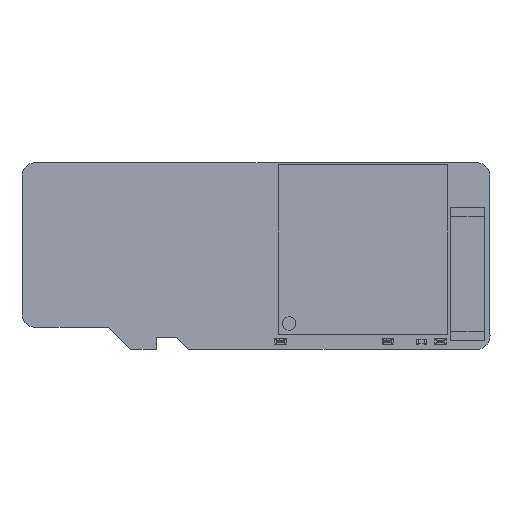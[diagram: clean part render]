
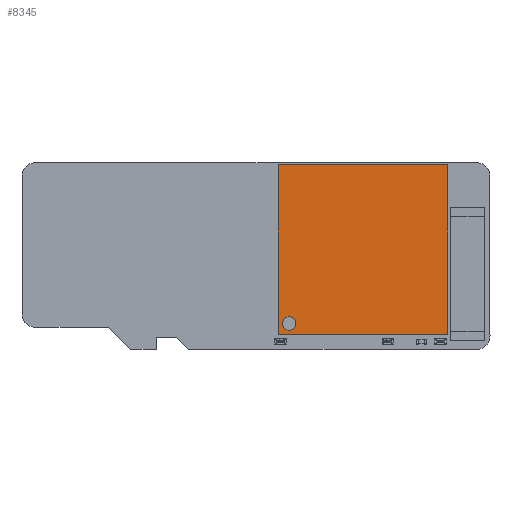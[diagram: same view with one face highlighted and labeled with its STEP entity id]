
A CAD part, top view. The second image highlights one B-rep face of the part: STEP entity #8345.
In plain terms, the highlighted planar face has unit normal (0, 0, 1).
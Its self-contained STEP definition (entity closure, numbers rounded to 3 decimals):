
#8031 = VERTEX_POINT('',#8032);
#8032 = CARTESIAN_POINT('',(-5.,-5.,1.06));
#8039 = PLANE('',#8040);
#8040 = AXIS2_PLACEMENT_3D('',#8041,#8042,#8043);
#8041 = CARTESIAN_POINT('',(-5.,-5.,0.));
#8042 = DIRECTION('',(0.,1.,0.));
#8043 = DIRECTION('',(1.,0.,0.));
#8051 = PLANE('',#8052);
#8052 = AXIS2_PLACEMENT_3D('',#8053,#8054,#8055);
#8053 = CARTESIAN_POINT('',(-5.,5.,0.));
#8054 = DIRECTION('',(1.,0.,0.));
#8055 = DIRECTION('',(0.,-1.,0.));
#8063 = EDGE_CURVE('',#8031,#8064,#8066,.T.);
#8064 = VERTEX_POINT('',#8065);
#8065 = CARTESIAN_POINT('',(5.,-5.,1.06));
#8066 = SURFACE_CURVE('',#8067,(#8071,#8078),.PCURVE_S1.);
#8067 = LINE('',#8068,#8069);
#8068 = CARTESIAN_POINT('',(-5.,-5.,1.06));
#8069 = VECTOR('',#8070,1.);
#8070 = DIRECTION('',(1.,0.,0.));
#8071 = PCURVE('',#8039,#8072);
#8072 = DEFINITIONAL_REPRESENTATION('',(#8073),#8077);
#8073 = LINE('',#8074,#8075);
#8074 = CARTESIAN_POINT('',(0.,-1.06));
#8075 = VECTOR('',#8076,1.);
#8076 = DIRECTION('',(1.,0.));
#8077 = ( GEOMETRIC_REPRESENTATION_CONTEXT(2) 
PARAMETRIC_REPRESENTATION_CONTEXT() REPRESENTATION_CONTEXT('2D SPACE',''
  ) );
#8078 = PCURVE('',#8079,#8084);
#8079 = PLANE('',#8080);
#8080 = AXIS2_PLACEMENT_3D('',#8081,#8082,#8083);
#8081 = CARTESIAN_POINT('',(-5.,-5.,1.06));
#8082 = DIRECTION('',(0.,0.,-1.));
#8083 = DIRECTION('',(-1.,0.,0.));
#8084 = DEFINITIONAL_REPRESENTATION('',(#8085),#8089);
#8085 = LINE('',#8086,#8087);
#8086 = CARTESIAN_POINT('',(0.,0.));
#8087 = VECTOR('',#8088,1.);
#8088 = DIRECTION('',(-1.,0.));
#8089 = ( GEOMETRIC_REPRESENTATION_CONTEXT(2) 
PARAMETRIC_REPRESENTATION_CONTEXT() REPRESENTATION_CONTEXT('2D SPACE',''
  ) );
#8107 = PLANE('',#8108);
#8108 = AXIS2_PLACEMENT_3D('',#8109,#8110,#8111);
#8109 = CARTESIAN_POINT('',(5.,-5.,0.));
#8110 = DIRECTION('',(-1.,0.,0.));
#8111 = DIRECTION('',(0.,1.,0.));
#8149 = EDGE_CURVE('',#8064,#8150,#8152,.T.);
#8150 = VERTEX_POINT('',#8151);
#8151 = CARTESIAN_POINT('',(5.,5.,1.06));
#8152 = SURFACE_CURVE('',#8153,(#8157,#8164),.PCURVE_S1.);
#8153 = LINE('',#8154,#8155);
#8154 = CARTESIAN_POINT('',(5.,-5.,1.06));
#8155 = VECTOR('',#8156,1.);
#8156 = DIRECTION('',(0.,1.,0.));
#8157 = PCURVE('',#8107,#8158);
#8158 = DEFINITIONAL_REPRESENTATION('',(#8159),#8163);
#8159 = LINE('',#8160,#8161);
#8160 = CARTESIAN_POINT('',(0.,-1.06));
#8161 = VECTOR('',#8162,1.);
#8162 = DIRECTION('',(1.,0.));
#8163 = ( GEOMETRIC_REPRESENTATION_CONTEXT(2) 
PARAMETRIC_REPRESENTATION_CONTEXT() REPRESENTATION_CONTEXT('2D SPACE',''
  ) );
#8164 = PCURVE('',#8079,#8165);
#8165 = DEFINITIONAL_REPRESENTATION('',(#8166),#8170);
#8166 = LINE('',#8167,#8168);
#8167 = CARTESIAN_POINT('',(-10.,0.));
#8168 = VECTOR('',#8169,1.);
#8169 = DIRECTION('',(0.,1.));
#8170 = ( GEOMETRIC_REPRESENTATION_CONTEXT(2) 
PARAMETRIC_REPRESENTATION_CONTEXT() REPRESENTATION_CONTEXT('2D SPACE',''
  ) );
#8188 = PLANE('',#8189);
#8189 = AXIS2_PLACEMENT_3D('',#8190,#8191,#8192);
#8190 = CARTESIAN_POINT('',(5.,5.,0.));
#8191 = DIRECTION('',(0.,-1.,0.));
#8192 = DIRECTION('',(-1.,0.,0.));
#8225 = EDGE_CURVE('',#8150,#8226,#8228,.T.);
#8226 = VERTEX_POINT('',#8227);
#8227 = CARTESIAN_POINT('',(-5.,5.,1.06));
#8228 = SURFACE_CURVE('',#8229,(#8233,#8240),.PCURVE_S1.);
#8229 = LINE('',#8230,#8231);
#8230 = CARTESIAN_POINT('',(5.,5.,1.06));
#8231 = VECTOR('',#8232,1.);
#8232 = DIRECTION('',(-1.,0.,0.));
#8233 = PCURVE('',#8188,#8234);
#8234 = DEFINITIONAL_REPRESENTATION('',(#8235),#8239);
#8235 = LINE('',#8236,#8237);
#8236 = CARTESIAN_POINT('',(0.,-1.06));
#8237 = VECTOR('',#8238,1.);
#8238 = DIRECTION('',(1.,0.));
#8239 = ( GEOMETRIC_REPRESENTATION_CONTEXT(2) 
PARAMETRIC_REPRESENTATION_CONTEXT() REPRESENTATION_CONTEXT('2D SPACE',''
  ) );
#8240 = PCURVE('',#8079,#8241);
#8241 = DEFINITIONAL_REPRESENTATION('',(#8242),#8246);
#8242 = LINE('',#8243,#8244);
#8243 = CARTESIAN_POINT('',(-10.,10.));
#8244 = VECTOR('',#8245,1.);
#8245 = DIRECTION('',(1.,0.));
#8246 = ( GEOMETRIC_REPRESENTATION_CONTEXT(2) 
PARAMETRIC_REPRESENTATION_CONTEXT() REPRESENTATION_CONTEXT('2D SPACE',''
  ) );
#8296 = EDGE_CURVE('',#8226,#8031,#8297,.T.);
#8297 = SURFACE_CURVE('',#8298,(#8302,#8309),.PCURVE_S1.);
#8298 = LINE('',#8299,#8300);
#8299 = CARTESIAN_POINT('',(-5.,5.,1.06));
#8300 = VECTOR('',#8301,1.);
#8301 = DIRECTION('',(0.,-1.,0.));
#8302 = PCURVE('',#8051,#8303);
#8303 = DEFINITIONAL_REPRESENTATION('',(#8304),#8308);
#8304 = LINE('',#8305,#8306);
#8305 = CARTESIAN_POINT('',(0.,-1.06));
#8306 = VECTOR('',#8307,1.);
#8307 = DIRECTION('',(1.,0.));
#8308 = ( GEOMETRIC_REPRESENTATION_CONTEXT(2) 
PARAMETRIC_REPRESENTATION_CONTEXT() REPRESENTATION_CONTEXT('2D SPACE',''
  ) );
#8309 = PCURVE('',#8079,#8310);
#8310 = DEFINITIONAL_REPRESENTATION('',(#8311),#8315);
#8311 = LINE('',#8312,#8313);
#8312 = CARTESIAN_POINT('',(0.,10.));
#8313 = VECTOR('',#8314,1.);
#8314 = DIRECTION('',(0.,-1.));
#8315 = ( GEOMETRIC_REPRESENTATION_CONTEXT(2) 
PARAMETRIC_REPRESENTATION_CONTEXT() REPRESENTATION_CONTEXT('2D SPACE',''
  ) );
#8345 = ADVANCED_FACE('',(#8346),#8079,.F.);
#8346 = FACE_BOUND('',#8347,.T.);
#8347 = EDGE_LOOP('',(#8348,#8349,#8350,#8351));
#8348 = ORIENTED_EDGE('',*,*,#8063,.T.);
#8349 = ORIENTED_EDGE('',*,*,#8149,.T.);
#8350 = ORIENTED_EDGE('',*,*,#8225,.T.);
#8351 = ORIENTED_EDGE('',*,*,#8296,.T.);
